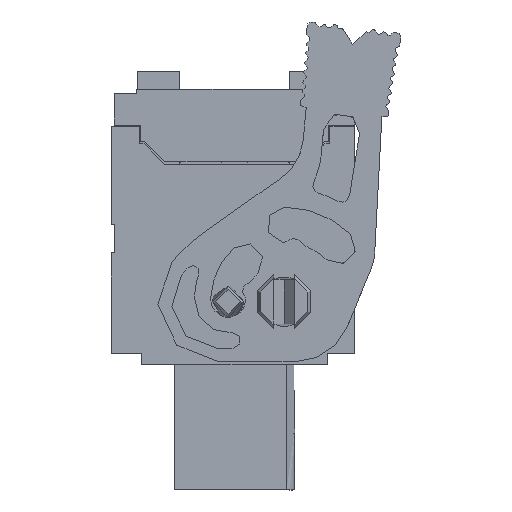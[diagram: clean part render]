
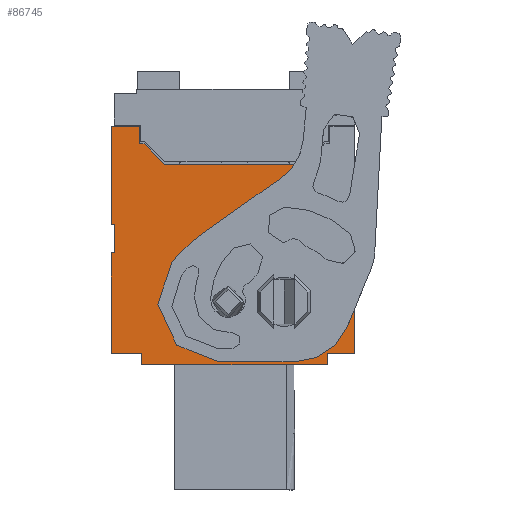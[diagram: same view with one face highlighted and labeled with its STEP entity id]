
A CAD part, left-side view. The second image highlights one B-rep face of the part: STEP entity #86745.
In plain terms, the highlighted planar face has unit normal (-1, 0, 0).
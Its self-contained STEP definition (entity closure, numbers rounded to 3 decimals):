
#14181=CARTESIAN_POINT('',(-14.2,5.64,-1.11));
#14182=VERTEX_POINT('',#14181);
#14183=CARTESIAN_POINT('',(-14.2,4.38,-2.37));
#14184=VERTEX_POINT('',#14183);
#14185=CARTESIAN_POINT('',(-14.2,5.64,-1.11));
#14186=DIRECTION('',(0.,-0.707,-0.707));
#14187=VECTOR('',#14186,1.782);
#14188=LINE('',#14185,#14187);
#14189=EDGE_CURVE('',#14182,#14184,#14188,.T.);
#14221=CARTESIAN_POINT('',(-14.2,5.95,-1.11));
#14222=VERTEX_POINT('',#14221);
#14223=CARTESIAN_POINT('',(-14.2,5.95,-1.11));
#14224=DIRECTION('',(0.,-1.,0.));
#14225=VECTOR('',#14224,0.31);
#14226=LINE('',#14223,#14225);
#14227=EDGE_CURVE('',#14222,#14182,#14226,.T.);
#14252=CARTESIAN_POINT('',(-14.2,5.95,0.));
#14253=VERTEX_POINT('',#14252);
#14254=CARTESIAN_POINT('',(-14.2,5.95,0.));
#14255=DIRECTION('',(0.,0.,-1.));
#14256=VECTOR('',#14255,1.11);
#14257=LINE('',#14254,#14256);
#14258=EDGE_CURVE('',#14253,#14222,#14257,.T.);
#38829=CARTESIAN_POINT('',(-14.2,-5.8,-14.9));
#38830=VERTEX_POINT('',#38829);
#38837=CARTESIAN_POINT('',(-14.2,5.8,-14.9));
#38838=VERTEX_POINT('',#38837);
#38839=CARTESIAN_POINT('',(-14.2,5.8,-14.9));
#38840=DIRECTION('',(0.,-1.,0.));
#38841=VECTOR('',#38840,11.6);
#38842=LINE('',#38839,#38841);
#38843=EDGE_CURVE('',#38838,#38830,#38842,.T.);
#39248=CARTESIAN_POINT('',(-14.2,5.8,-14.2));
#39249=VERTEX_POINT('',#39248);
#39250=CARTESIAN_POINT('',(-14.2,5.8,-14.2));
#39251=DIRECTION('',(0.,0.,-1.));
#39252=VECTOR('',#39251,0.7);
#39253=LINE('',#39250,#39252);
#39254=EDGE_CURVE('',#39249,#38838,#39253,.T.);
#39278=CARTESIAN_POINT('',(-14.2,-5.8,-14.2));
#39279=VERTEX_POINT('',#39278);
#39286=CARTESIAN_POINT('',(-14.2,-5.8,-14.9));
#39287=DIRECTION('',(0.,0.,1.));
#39288=VECTOR('',#39287,0.7);
#39289=LINE('',#39286,#39288);
#39290=EDGE_CURVE('',#38830,#39279,#39289,.T.);
#40449=CARTESIAN_POINT('',(-14.2,-7.5,-14.2));
#40450=VERTEX_POINT('',#40449);
#40457=CARTESIAN_POINT('',(-14.2,-5.8,-14.2));
#40458=DIRECTION('',(0.,-1.,0.));
#40459=VECTOR('',#40458,1.7);
#40460=LINE('',#40457,#40459);
#40461=EDGE_CURVE('',#39279,#40450,#40460,.T.);
#40506=CARTESIAN_POINT('',(-14.2,-7.5,-11.37));
#40507=VERTEX_POINT('',#40506);
#40514=CARTESIAN_POINT('',(-14.2,-7.5,-14.2));
#40515=DIRECTION('',(0.,0.,1.));
#40516=VECTOR('',#40515,2.83);
#40517=LINE('',#40514,#40516);
#40518=EDGE_CURVE('',#40450,#40507,#40517,.T.);
#41896=CARTESIAN_POINT('',(-14.2,-3.747,-2.37));
#41897=VERTEX_POINT('',#41896);
#41898=CARTESIAN_POINT('',(-14.2,-3.747,-2.37));
#41899=DIRECTION('',(0.,1.,0.));
#41900=VECTOR('',#41899,8.127);
#41901=LINE('',#41898,#41900);
#41902=EDGE_CURVE('',#41897,#14184,#41901,.T.);
#42672=CARTESIAN_POINT('',(-14.2,7.7,0.));
#42673=VERTEX_POINT('',#42672);
#42680=CARTESIAN_POINT('',(-14.2,5.95,0.));
#42681=DIRECTION('',(0.,1.,0.));
#42682=VECTOR('',#42681,1.75);
#42683=LINE('',#42680,#42682);
#42684=EDGE_CURVE('',#14253,#42673,#42683,.T.);
#43079=CARTESIAN_POINT('',(-14.2,7.7,-6.15));
#43080=VERTEX_POINT('',#43079);
#43087=CARTESIAN_POINT('',(-14.2,7.7,0.));
#43088=DIRECTION('',(0.,0.,-1.));
#43089=VECTOR('',#43088,6.15);
#43090=LINE('',#43087,#43089);
#43091=EDGE_CURVE('',#42673,#43080,#43090,.T.);
#43304=CARTESIAN_POINT('',(-14.2,7.5,-6.15));
#43305=VERTEX_POINT('',#43304);
#43312=CARTESIAN_POINT('',(-14.2,7.7,-6.15));
#43313=DIRECTION('',(0.,-1.,0.));
#43314=VECTOR('',#43313,0.2);
#43315=LINE('',#43312,#43314);
#43316=EDGE_CURVE('',#43080,#43305,#43315,.T.);
#43329=CARTESIAN_POINT('',(-14.2,7.5,-7.9));
#43330=VERTEX_POINT('',#43329);
#43337=CARTESIAN_POINT('',(-14.2,7.5,-6.15));
#43338=DIRECTION('',(0.,0.,-1.));
#43339=VECTOR('',#43338,1.75);
#43340=LINE('',#43337,#43339);
#43341=EDGE_CURVE('',#43305,#43330,#43340,.T.);
#43366=CARTESIAN_POINT('',(-14.2,7.7,-7.9));
#43367=VERTEX_POINT('',#43366);
#43374=CARTESIAN_POINT('',(-14.2,7.5,-7.9));
#43375=DIRECTION('',(0.,1.,0.));
#43376=VECTOR('',#43375,0.2);
#43377=LINE('',#43374,#43376);
#43378=EDGE_CURVE('',#43330,#43367,#43377,.T.);
#43397=CARTESIAN_POINT('',(-14.2,7.7,-14.2));
#43398=VERTEX_POINT('',#43397);
#43405=CARTESIAN_POINT('',(-14.2,7.7,-7.9));
#43406=DIRECTION('',(0.,0.,-1.));
#43407=VECTOR('',#43406,6.3);
#43408=LINE('',#43405,#43407);
#43409=EDGE_CURVE('',#43367,#43398,#43408,.T.);
#43427=CARTESIAN_POINT('',(-14.2,7.7,-14.2));
#43428=DIRECTION('',(0.,-1.,0.));
#43429=VECTOR('',#43428,1.9);
#43430=LINE('',#43427,#43429);
#43431=EDGE_CURVE('',#43398,#39249,#43430,.T.);
#86664=CARTESIAN_POINT('',(-14.2,0.1,-7.45));
#86665=DIRECTION('',(0.,0.,-1.));
#86666=DIRECTION('',(-1.,-0.,0.));
#86667=AXIS2_PLACEMENT_3D('',#86664,#86666,#86665);
#86668=PLANE('',#86667);
#86669=ORIENTED_EDGE('',*,*,#39254,.T.);
#86670=ORIENTED_EDGE('',*,*,#38843,.T.);
#86671=ORIENTED_EDGE('',*,*,#39290,.T.);
#86672=ORIENTED_EDGE('',*,*,#40461,.T.);
#86673=ORIENTED_EDGE('',*,*,#40518,.T.);
#86674=CARTESIAN_POINT('',(-14.2,-7.007,-12.55));
#86675=VERTEX_POINT('',#86674);
#86676=CARTESIAN_POINT('',(-14.2,-7.5,-11.37));
#86677=DIRECTION('',(0.,0.385,-0.923));
#86678=VECTOR('',#86677,1.279);
#86679=LINE('',#86676,#86678);
#86680=EDGE_CURVE('',#40507,#86675,#86679,.T.);
#86681=ORIENTED_EDGE('',*,*,#86680,.T.);
#86682=CARTESIAN_POINT('',(-14.2,-3.777,-14.702));
#86683=VERTEX_POINT('',#86682);
#86684=CARTESIAN_POINT('',(-14.2,-3.777,-11.202));
#86685=DIRECTION('',(0.,-0.923,-0.385));
#86686=DIRECTION('',(1.,0.,0.));
#86687=AXIS2_PLACEMENT_3D('',#86684,#86686,#86685);
#86688=CIRCLE('',#86687,3.5);
#86689=EDGE_CURVE('',#86675,#86683,#86688,.T.);
#86690=ORIENTED_EDGE('',*,*,#86689,.T.);
#86691=CARTESIAN_POINT('',(-14.2,0.988,-14.702));
#86692=VERTEX_POINT('',#86691);
#86693=CARTESIAN_POINT('',(-14.2,-3.777,-14.702));
#86694=DIRECTION('',(0.,1.,0.));
#86695=VECTOR('',#86694,4.766);
#86696=LINE('',#86693,#86695);
#86697=EDGE_CURVE('',#86683,#86692,#86696,.T.);
#86698=ORIENTED_EDGE('',*,*,#86697,.T.);
#86699=CARTESIAN_POINT('',(-14.2,3.891,-8.45));
#86700=VERTEX_POINT('',#86699);
#86701=CARTESIAN_POINT('',(-14.2,0.988,-10.902));
#86702=DIRECTION('',(0.,0.,-1.));
#86703=DIRECTION('',(1.,0.,0.));
#86704=AXIS2_PLACEMENT_3D('',#86701,#86703,#86702);
#86705=CIRCLE('',#86704,3.8);
#86706=EDGE_CURVE('',#86692,#86700,#86705,.T.);
#86707=ORIENTED_EDGE('',*,*,#86706,.T.);
#86708=CARTESIAN_POINT('',(-14.2,1.932,-6.652));
#86709=VERTEX_POINT('',#86708);
#86710=CARTESIAN_POINT('',(-14.2,-4.13,-15.225));
#86711=DIRECTION('',(0.,0.764,0.645));
#86712=DIRECTION('',(1.,0.,0.));
#86713=AXIS2_PLACEMENT_3D('',#86710,#86712,#86711);
#86714=CIRCLE('',#86713,10.5);
#86715=EDGE_CURVE('',#86700,#86709,#86714,.T.);
#86716=ORIENTED_EDGE('',*,*,#86715,.T.);
#86717=CARTESIAN_POINT('',(-14.2,-2.911,-3.227));
#86718=VERTEX_POINT('',#86717);
#86719=CARTESIAN_POINT('',(-14.2,1.932,-6.652));
#86720=DIRECTION('',(0.,-0.816,0.577));
#86721=VECTOR('',#86720,5.932);
#86722=LINE('',#86719,#86721);
#86723=EDGE_CURVE('',#86709,#86718,#86722,.T.);
#86724=ORIENTED_EDGE('',*,*,#86723,.T.);
#86725=CARTESIAN_POINT('',(-14.2,-1.006,-0.533));
#86726=DIRECTION('',(0.,-0.577,-0.816));
#86727=DIRECTION('',(-1.,0.,0.));
#86728=AXIS2_PLACEMENT_3D('',#86725,#86727,#86726);
#86729=CIRCLE('',#86728,3.3);
#86730=EDGE_CURVE('',#86718,#41897,#86729,.T.);
#86731=ORIENTED_EDGE('',*,*,#86730,.T.);
#86732=ORIENTED_EDGE('',*,*,#41902,.T.);
#86733=ORIENTED_EDGE('',*,*,#14189,.F.);
#86734=ORIENTED_EDGE('',*,*,#14227,.F.);
#86735=ORIENTED_EDGE('',*,*,#14258,.F.);
#86736=ORIENTED_EDGE('',*,*,#42684,.T.);
#86737=ORIENTED_EDGE('',*,*,#43091,.T.);
#86738=ORIENTED_EDGE('',*,*,#43316,.T.);
#86739=ORIENTED_EDGE('',*,*,#43341,.T.);
#86740=ORIENTED_EDGE('',*,*,#43378,.T.);
#86741=ORIENTED_EDGE('',*,*,#43409,.T.);
#86742=ORIENTED_EDGE('',*,*,#43431,.T.);
#86743=EDGE_LOOP('',(#86669,#86670,#86671,#86672,#86673,#86681,#86690,#86698,#86707,#86716,#86724,#86731,#86732,#86733,#86734,#86735,#86736,#86737,#86738,#86739,#86740,#86741,#86742));
#86744=FACE_OUTER_BOUND('',#86743,.T.);
#86745=ADVANCED_FACE('',(#86744),#86668,.T.);
